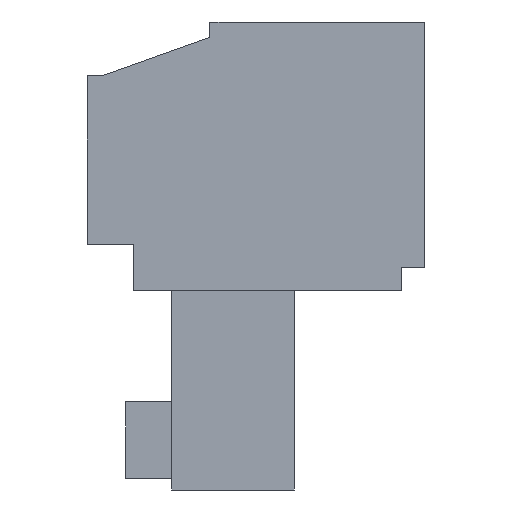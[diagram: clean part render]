
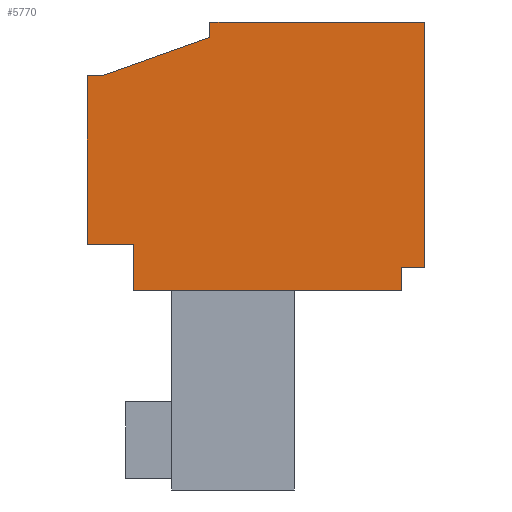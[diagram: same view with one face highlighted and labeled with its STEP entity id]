
A CAD part, left-side view. The second image highlights one B-rep face of the part: STEP entity #5770.
In plain terms, the highlighted planar face has unit normal (-1, 0, 0).
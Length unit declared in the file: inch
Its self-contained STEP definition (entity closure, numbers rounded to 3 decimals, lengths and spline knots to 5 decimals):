
#1=DIRECTION('',(0.,0.,-1.));
#2=VECTOR('',#1,0.32);
#3=CARTESIAN_POINT('',(-0.7045,0.,0.));
#4=LINE('',#3,#2);
#5=DIRECTION('',(0.,1.,0.));
#6=VECTOR('',#5,0.03);
#7=CARTESIAN_POINT('',(-0.7045,0.,-0.32));
#8=LINE('',#7,#6);
#9=DIRECTION('',(0.,0.,-1.));
#10=VECTOR('',#9,0.03);
#11=CARTESIAN_POINT('',(-0.7045,0.03,-0.32));
#12=LINE('',#11,#10);
#13=DIRECTION('',(0.,1.,0.));
#14=VECTOR('',#13,0.35);
#15=CARTESIAN_POINT('',(-0.7045,0.03,-0.35));
#16=LINE('',#15,#14);
#17=DIRECTION('',(0.,0.,1.));
#18=VECTOR('',#17,0.06);
#19=CARTESIAN_POINT('',(-0.7045,0.38,-0.35));
#20=LINE('',#19,#18);
#21=DIRECTION('',(0.,1.,0.));
#22=VECTOR('',#21,0.06);
#23=CARTESIAN_POINT('',(-0.7045,0.38,-0.29));
#24=LINE('',#23,#22);
#25=DIRECTION('',(0.,0.,1.));
#26=VECTOR('',#25,0.22);
#27=CARTESIAN_POINT('',(-0.7045,0.44,-0.29));
#28=LINE('',#27,#26);
#29=DIRECTION('',(0.,-1.,0.));
#30=VECTOR('',#29,0.02);
#31=CARTESIAN_POINT('',(-0.7045,0.44,-0.07));
#32=LINE('',#31,#30);
#33=DIRECTION('',(0.,-0.942,0.336));
#34=VECTOR('',#33,0.14866);
#35=CARTESIAN_POINT('',(-0.7045,0.42,-0.07));
#36=LINE('',#35,#34);
#37=DIRECTION('',(0.,0.,1.));
#38=VECTOR('',#37,0.02);
#39=CARTESIAN_POINT('',(-0.7045,0.28,-0.02));
#40=LINE('',#39,#38);
#41=DIRECTION('',(0.,-1.,0.));
#42=VECTOR('',#41,0.28);
#43=CARTESIAN_POINT('',(-0.7045,0.28,0.));
#44=LINE('',#43,#42);
#4401=CARTESIAN_POINT('',(-0.7045,0.,0.));
#4402=CARTESIAN_POINT('',(-0.7045,0.,-0.32));
#4403=VERTEX_POINT('',#4401);
#4404=VERTEX_POINT('',#4402);
#4405=CARTESIAN_POINT('',(-0.7045,0.03,-0.32));
#4406=VERTEX_POINT('',#4405);
#4407=CARTESIAN_POINT('',(-0.7045,0.03,-0.35));
#4408=VERTEX_POINT('',#4407);
#4409=CARTESIAN_POINT('',(-0.7045,0.38,-0.35));
#4410=VERTEX_POINT('',#4409);
#4411=CARTESIAN_POINT('',(-0.7045,0.38,-0.29));
#4412=VERTEX_POINT('',#4411);
#4413=CARTESIAN_POINT('',(-0.7045,0.44,-0.29));
#4414=VERTEX_POINT('',#4413);
#4415=CARTESIAN_POINT('',(-0.7045,0.44,-0.07));
#4416=VERTEX_POINT('',#4415);
#4417=CARTESIAN_POINT('',(-0.7045,0.42,-0.07));
#4418=VERTEX_POINT('',#4417);
#4419=CARTESIAN_POINT('',(-0.7045,0.28,-0.02));
#4420=VERTEX_POINT('',#4419);
#4421=CARTESIAN_POINT('',(-0.7045,0.28,0.));
#4422=VERTEX_POINT('',#4421);
#5741=CARTESIAN_POINT('',(-0.7045,0.,0.));
#5742=DIRECTION('',(1.,0.,0.));
#5743=DIRECTION('',(0.,0.,-1.));
#5744=AXIS2_PLACEMENT_3D('',#5741,#5742,#5743);
#5745=PLANE('',#5744);
#5747=ORIENTED_EDGE('',*,*,#5746,.T.);
#5749=ORIENTED_EDGE('',*,*,#5748,.T.);
#5751=ORIENTED_EDGE('',*,*,#5750,.T.);
#5753=ORIENTED_EDGE('',*,*,#5752,.T.);
#5755=ORIENTED_EDGE('',*,*,#5754,.T.);
#5757=ORIENTED_EDGE('',*,*,#5756,.T.);
#5759=ORIENTED_EDGE('',*,*,#5758,.T.);
#5761=ORIENTED_EDGE('',*,*,#5760,.T.);
#5763=ORIENTED_EDGE('',*,*,#5762,.T.);
#5765=ORIENTED_EDGE('',*,*,#5764,.T.);
#5767=ORIENTED_EDGE('',*,*,#5766,.T.);
#5768=EDGE_LOOP('',(#5747,#5749,#5751,#5753,#5755,#5757,#5759,#5761,#5763,#5765,
#5767));
#5769=FACE_OUTER_BOUND('',#5768,.F.);
#5770=ADVANCED_FACE('',(#5769),#5745,.F.);
#5746=EDGE_CURVE('',#4403,#4404,#4,.T.);
#5748=EDGE_CURVE('',#4404,#4406,#8,.T.);
#5750=EDGE_CURVE('',#4406,#4408,#12,.T.);
#5752=EDGE_CURVE('',#4408,#4410,#16,.T.);
#5754=EDGE_CURVE('',#4410,#4412,#20,.T.);
#5756=EDGE_CURVE('',#4412,#4414,#24,.T.);
#5758=EDGE_CURVE('',#4414,#4416,#28,.T.);
#5760=EDGE_CURVE('',#4416,#4418,#32,.T.);
#5762=EDGE_CURVE('',#4418,#4420,#36,.T.);
#5764=EDGE_CURVE('',#4420,#4422,#40,.T.);
#5766=EDGE_CURVE('',#4422,#4403,#44,.T.);
